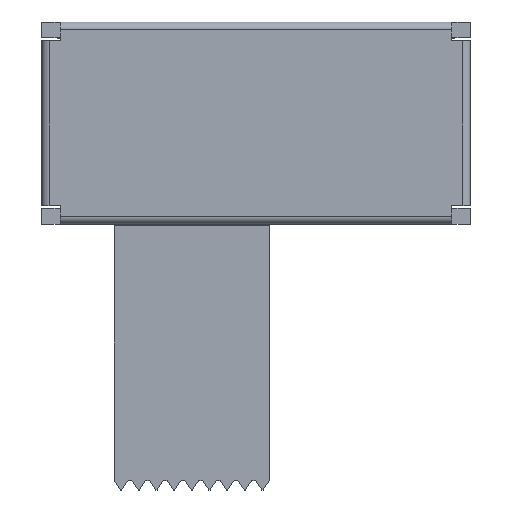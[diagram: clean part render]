
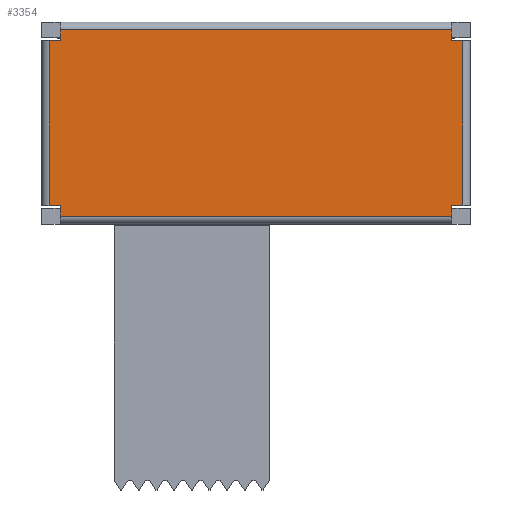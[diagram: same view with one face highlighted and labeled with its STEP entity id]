
A CAD part, top view. The second image highlights one B-rep face of the part: STEP entity #3354.
In plain terms, the highlighted planar face has unit normal (0, 0, 1).
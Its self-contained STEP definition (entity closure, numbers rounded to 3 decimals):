
#146=FACE_OUTER_BOUND('',#330,.T.);
#330=EDGE_LOOP('',(#2294,#2295,#2296,#2297,#2298,#2299,#2300,#2301,#2302,
#2303,#2304,#2305));
#520=LINE('',#5983,#953);
#539=LINE('',#6025,#972);
#540=LINE('',#6028,#973);
#542=LINE('',#6032,#975);
#543=LINE('',#6034,#976);
#544=LINE('',#6036,#977);
#545=LINE('',#6038,#978);
#546=LINE('',#6040,#979);
#547=LINE('',#6041,#980);
#548=LINE('',#6043,#981);
#549=LINE('',#6045,#982);
#550=LINE('',#6046,#983);
#953=VECTOR('',#3802,10.);
#972=VECTOR('',#3837,10.);
#973=VECTOR('',#3840,10.);
#975=VECTOR('',#3844,10.);
#976=VECTOR('',#3845,10.);
#977=VECTOR('',#3846,10.);
#978=VECTOR('',#3847,10.);
#979=VECTOR('',#3848,10.);
#980=VECTOR('',#3849,10.);
#981=VECTOR('',#3850,10.);
#982=VECTOR('',#3851,10.);
#983=VECTOR('',#3852,10.);
#1391=VERTEX_POINT('',#5980);
#1392=VERTEX_POINT('',#5982);
#1406=VERTEX_POINT('',#6021);
#1407=VERTEX_POINT('',#6023);
#1408=VERTEX_POINT('',#6027);
#1409=VERTEX_POINT('',#6031);
#1410=VERTEX_POINT('',#6033);
#1411=VERTEX_POINT('',#6035);
#1412=VERTEX_POINT('',#6037);
#1413=VERTEX_POINT('',#6039);
#1414=VERTEX_POINT('',#6042);
#1415=VERTEX_POINT('',#6044);
#1733=EDGE_CURVE('',#1392,#1391,#520,.T.);
#1755=EDGE_CURVE('',#1407,#1406,#539,.T.);
#1756=EDGE_CURVE('',#1408,#1406,#540,.T.);
#1758=EDGE_CURVE('',#1407,#1409,#542,.T.);
#1759=EDGE_CURVE('',#1409,#1410,#543,.T.);
#1760=EDGE_CURVE('',#1411,#1410,#544,.T.);
#1761=EDGE_CURVE('',#1411,#1412,#545,.T.);
#1762=EDGE_CURVE('',#1412,#1413,#546,.T.);
#1763=EDGE_CURVE('',#1392,#1413,#547,.T.);
#1764=EDGE_CURVE('',#1391,#1414,#548,.T.);
#1765=EDGE_CURVE('',#1415,#1414,#549,.T.);
#1766=EDGE_CURVE('',#1415,#1408,#550,.T.);
#2294=ORIENTED_EDGE('',*,*,#1755,.F.);
#2295=ORIENTED_EDGE('',*,*,#1758,.T.);
#2296=ORIENTED_EDGE('',*,*,#1759,.T.);
#2297=ORIENTED_EDGE('',*,*,#1760,.F.);
#2298=ORIENTED_EDGE('',*,*,#1761,.T.);
#2299=ORIENTED_EDGE('',*,*,#1762,.T.);
#2300=ORIENTED_EDGE('',*,*,#1763,.F.);
#2301=ORIENTED_EDGE('',*,*,#1733,.T.);
#2302=ORIENTED_EDGE('',*,*,#1764,.T.);
#2303=ORIENTED_EDGE('',*,*,#1765,.F.);
#2304=ORIENTED_EDGE('',*,*,#1766,.T.);
#2305=ORIENTED_EDGE('',*,*,#1756,.T.);
#3193=PLANE('',#3555);
#3354=ADVANCED_FACE('',(#146),#3193,.T.);
#3555=AXIS2_PLACEMENT_3D('',#6030,#3842,#3843);
#3802=DIRECTION('',(-1.,0.,0.));
#3837=DIRECTION('',(0.,1.,0.));
#3840=DIRECTION('',(-1.,0.,0.));
#3842=DIRECTION('center_axis',(0.,0.,1.));
#3843=DIRECTION('ref_axis',(1.,0.,0.));
#3844=DIRECTION('',(1.,0.,0.));
#3845=DIRECTION('',(0.,-1.,0.));
#3846=DIRECTION('',(-1.,0.,0.));
#3847=DIRECTION('',(0.,1.,0.));
#3848=DIRECTION('',(1.,0.,0.));
#3849=DIRECTION('',(0.,-1.,0.));
#3850=DIRECTION('',(0.,1.,0.));
#3851=DIRECTION('',(1.,0.,0.));
#3852=DIRECTION('',(0.,-1.,0.));
#5980=CARTESIAN_POINT('',(6.3,2.65,4.25));
#5982=CARTESIAN_POINT('',(6.65,2.65,4.25));
#5983=CARTESIAN_POINT('',(-0.15,2.65,4.25));
#6021=CARTESIAN_POINT('',(-6.65,2.65,4.25));
#6023=CARTESIAN_POINT('',(-6.65,-2.65,4.25));
#6025=CARTESIAN_POINT('',(-6.65,0.,4.25));
#6027=CARTESIAN_POINT('',(-6.3,2.65,4.25));
#6028=CARTESIAN_POINT('',(-6.75,2.65,4.25));
#6030=CARTESIAN_POINT('Origin',(-6.9,0.,4.25));
#6031=CARTESIAN_POINT('',(-6.3,-2.65,4.25));
#6032=CARTESIAN_POINT('',(-6.75,-2.65,4.25));
#6033=CARTESIAN_POINT('',(-6.3,-3.,4.25));
#6034=CARTESIAN_POINT('',(-6.3,-1.625,4.25));
#6035=CARTESIAN_POINT('',(6.3,-3.,4.25));
#6036=CARTESIAN_POINT('',(-3.45,-3.,4.25));
#6037=CARTESIAN_POINT('',(6.3,-2.65,4.25));
#6038=CARTESIAN_POINT('',(6.3,-1.625,4.25));
#6039=CARTESIAN_POINT('',(6.65,-2.65,4.25));
#6040=CARTESIAN_POINT('',(-0.15,-2.65,4.25));
#6041=CARTESIAN_POINT('',(6.65,0.,4.25));
#6042=CARTESIAN_POINT('',(6.3,3.,4.25));
#6043=CARTESIAN_POINT('',(6.3,1.625,4.25));
#6044=CARTESIAN_POINT('',(-6.3,3.,4.25));
#6045=CARTESIAN_POINT('',(-3.45,3.,4.25));
#6046=CARTESIAN_POINT('',(-6.3,1.625,4.25));
